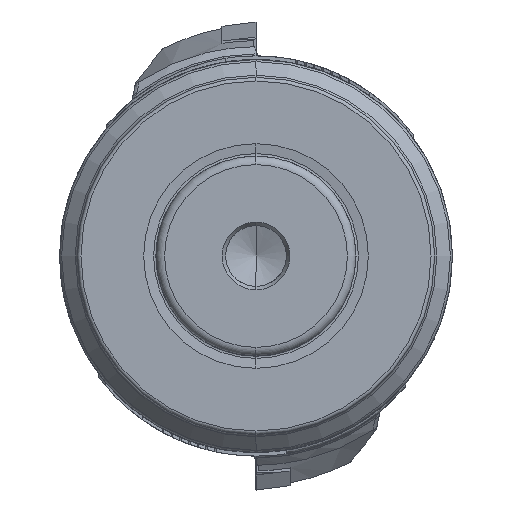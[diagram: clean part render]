
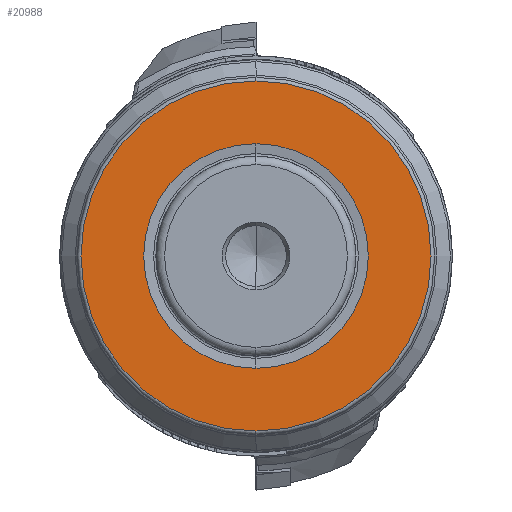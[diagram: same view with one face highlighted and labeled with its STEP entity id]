
A CAD part, left-side view. The second image highlights one B-rep face of the part: STEP entity #20988.
In plain terms, the highlighted planar face has unit normal (-1, 0, 0).
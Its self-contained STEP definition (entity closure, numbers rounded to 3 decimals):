
#119 = DIRECTION ( 'NONE',  ( -1., 0., 0. ) ) ;
#1033 = AXIS2_PLACEMENT_3D ( 'NONE', #25326, #119, #29594 ) ;
#3020 = DIRECTION ( 'NONE',  ( -1., 0., 0. ) ) ;
#4831 = VERTEX_POINT ( 'NONE', #24822 ) ;
#6567 = CARTESIAN_POINT ( 'NONE',  ( 0., 0., 0. ) ) ;
#6728 = PLANE ( 'NONE',  #44808 ) ;
#7393 = VERTEX_POINT ( 'NONE', #51999 ) ;
#8343 = VERTEX_POINT ( 'NONE', #39026 ) ;
#8534 = FACE_BOUND ( 'NONE', #38149, .T. ) ;
#9157 = CARTESIAN_POINT ( 'NONE',  ( 0., 0., 0. ) ) ;
#9218 = CIRCLE ( 'NONE', #34660, 24.5 ) ;
#10808 = DIRECTION ( 'NONE',  ( 0., 0., 1. ) ) ;
#11661 = EDGE_CURVE ( 'NONE', #14521, #4831, #13960, .T. ) ;
#13388 = DIRECTION ( 'NONE',  ( 0., 0., 1. ) ) ;
#13960 = CIRCLE ( 'NONE', #24600, 24.5 ) ;
#14228 = EDGE_CURVE ( 'NONE', #7393, #8343, #20250, .T. ) ;
#14521 = VERTEX_POINT ( 'NONE', #23079 ) ;
#20145 = DIRECTION ( 'NONE',  ( 0., 0., -1. ) ) ;
#20250 = CIRCLE ( 'NONE', #1033, 15.715 ) ;
#20681 = EDGE_CURVE ( 'NONE', #4831, #14521, #9218, .T. ) ;
#20988 = ADVANCED_FACE ( 'NONE', ( #8534, #51769 ), #6728, .F. ) ;
#22898 = AXIS2_PLACEMENT_3D ( 'NONE', #6567, #36031, #10808 ) ;
#23079 = CARTESIAN_POINT ( 'NONE',  ( 0., 0., 24.5 ) ) ;
#24600 = AXIS2_PLACEMENT_3D ( 'NONE', #28239, #3020, #32493 ) ;
#24822 = CARTESIAN_POINT ( 'NONE',  ( 0., 0., -24.5 ) ) ;
#25326 = CARTESIAN_POINT ( 'NONE',  ( 0., 0., 0. ) ) ;
#28239 = CARTESIAN_POINT ( 'NONE',  ( 0., 0., 0. ) ) ;
#28996 = EDGE_LOOP ( 'NONE', ( #52000, #53869 ) ) ;
#29594 = DIRECTION ( 'NONE',  ( 0., 0., 1. ) ) ;
#31434 = ORIENTED_EDGE ( 'NONE', *, *, #40267, .F. ) ;
#32493 = DIRECTION ( 'NONE',  ( 0., 0., 1. ) ) ;
#32671 = CARTESIAN_POINT ( 'NONE',  ( 0., 15.715, 0. ) ) ;
#34495 = ORIENTED_EDGE ( 'NONE', *, *, #14228, .F. ) ;
#34660 = AXIS2_PLACEMENT_3D ( 'NONE', #9157, #38595, #13388 ) ;
#35437 = CIRCLE ( 'NONE', #22898, 15.715 ) ;
#36031 = DIRECTION ( 'NONE',  ( -1., 0., 0. ) ) ;
#38149 = EDGE_LOOP ( 'NONE', ( #34495, #31434 ) ) ;
#38595 = DIRECTION ( 'NONE',  ( -1., 0., 0. ) ) ;
#39026 = CARTESIAN_POINT ( 'NONE',  ( 0., 0., -15.715 ) ) ;
#40267 = EDGE_CURVE ( 'NONE', #8343, #7393, #35437, .T. ) ;
#44808 = AXIS2_PLACEMENT_3D ( 'NONE', #32671, #45292, #20145 ) ;
#45292 = DIRECTION ( 'NONE',  ( 1., 0., 0. ) ) ;
#51769 = FACE_OUTER_BOUND ( 'NONE', #28996, .T. ) ;
#52000 = ORIENTED_EDGE ( 'NONE', *, *, #11661, .T. ) ;
#51999 = CARTESIAN_POINT ( 'NONE',  ( 0., 0., 15.715 ) ) ;
#53869 = ORIENTED_EDGE ( 'NONE', *, *, #20681, .T. ) ;
